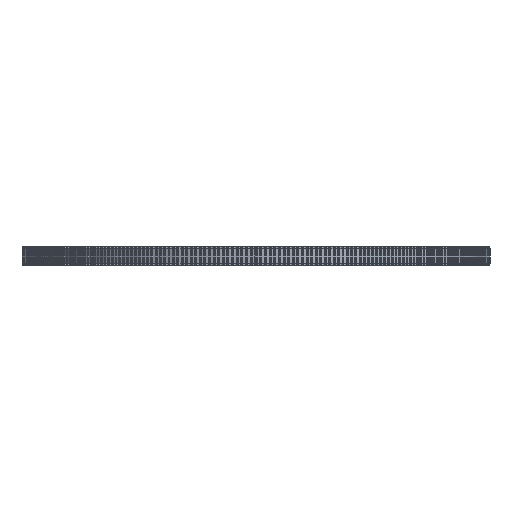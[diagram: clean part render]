
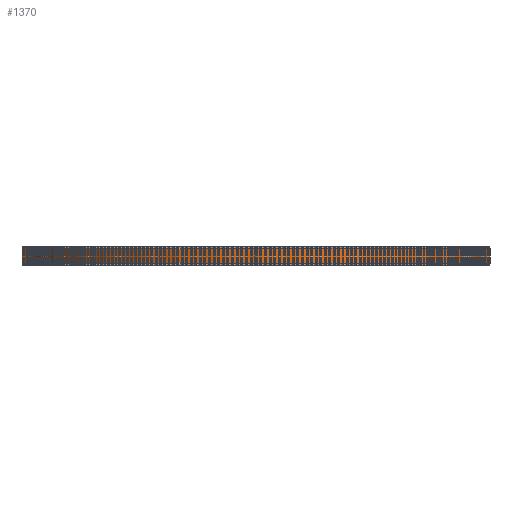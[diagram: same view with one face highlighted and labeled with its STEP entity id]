
A CAD part, front view. The second image highlights one B-rep face of the part: STEP entity #1370.
In plain terms, the highlighted cylindrical face has radius 99.313 mm (diameter 198.625 mm), a full revolution.
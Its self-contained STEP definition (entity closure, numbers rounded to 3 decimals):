
#97=FACE_BOUND('',#5120,.T.);
#98=FACE_BOUND('',#5121,.T.);
#1370=ADVANCED_FACE('',(#97,#98),#2619,.T.);
#2619=CYLINDRICAL_SURFACE('',#27599,99.313);
#5120=EDGE_LOOP('',(#15106));
#5121=EDGE_LOOP('',(#15107));
#15106=ORIENTED_EDGE('',*,*,#21350,.T.);
#15107=ORIENTED_EDGE('',*,*,#21351,.T.);
#17604=VERTEX_POINT('',#43840);
#17605=VERTEX_POINT('',#43842);
#21350=EDGE_CURVE('',#17604,#17604,#23848,.T.);
#21351=EDGE_CURVE('',#17605,#17605,#23849,.T.);
#23848=CIRCLE('',#27597,99.313);
#23849=CIRCLE('',#27598,99.313);
#27597=AXIS2_PLACEMENT_3D('',#43839,#36342,#36343);
#27598=AXIS2_PLACEMENT_3D('',#43841,#36344,#36345);
#27599=AXIS2_PLACEMENT_3D('',#43843,#36346,#36347);
#36342=DIRECTION('',(0.,0.,1.));
#36343=DIRECTION('',(1.,0.,0.));
#36344=DIRECTION('',(0.,0.,-1.));
#36345=DIRECTION('',(1.,0.,0.));
#36346=DIRECTION('',(0.,0.,1.));
#36347=DIRECTION('',(1.,0.,0.));
#43839=CARTESIAN_POINT('',(0.,0.,1.));
#43840=CARTESIAN_POINT('',(99.313,0.,1.));
#43841=CARTESIAN_POINT('',(0.,0.,7.));
#43842=CARTESIAN_POINT('',(99.313,0.,7.));
#43843=CARTESIAN_POINT('',(0.,0.,1.));
